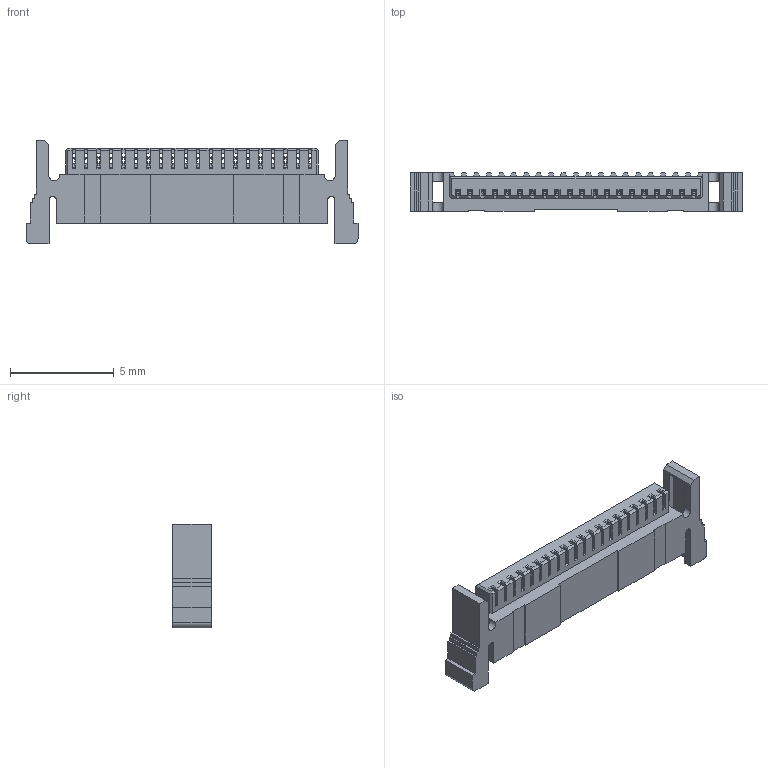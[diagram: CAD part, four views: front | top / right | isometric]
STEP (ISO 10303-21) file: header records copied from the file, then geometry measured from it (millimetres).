
FILE_DESCRIPTION((''),'2;1');
FILE_NAME('ASM-HOUSING_ASM','2023-04-27T',('k41758'),(''),'PRO/ENGINEER BY PARAMETRIC TECHNOLOGY CORPORATION, 2009360','PRO/ENGINEER BY PARAMETRIC TECHNOLOGY CORPORATION, 2009360','');
FILE_SCHEMA(('CONFIG_CONTROL_DESIGN'));
Products named in the file (1): ASM-HOUSING_ASM
Bounding box: 16 x 1.85 x 5 mm (x, y, z)
Volume: 55.6 mm3; surface area: 341.6 mm2
Topology: 1 solids, 1 shells, 3515 faces, 10913 edges, 7192 vertices
Faces by surface type: plane 2646, cylinder 709, extrusion 160
Entity records: 125279 total; most frequent: CARTESIAN_POINT 27900, ORIENTED_EDGE 21826, DIRECTION 18521, EDGE_CURVE 10913, VECTOR 8655, LINE 8495, VERTEX_POINT 7192, AXIS2_PLACEMENT_3D 4933
